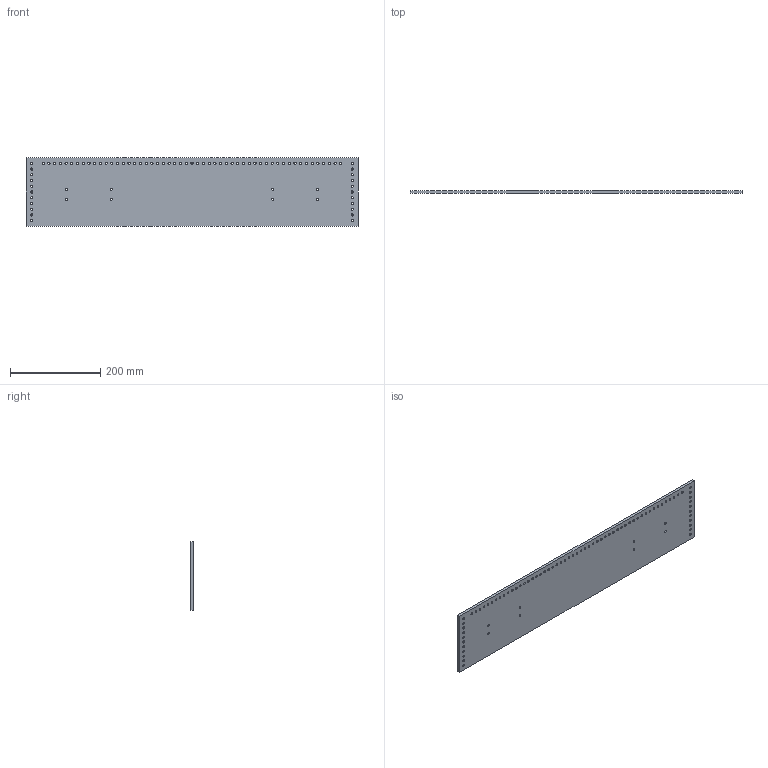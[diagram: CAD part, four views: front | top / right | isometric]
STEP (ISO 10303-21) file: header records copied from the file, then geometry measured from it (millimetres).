
FILE_DESCRIPTION(/* description */ ('STEP AP214'),/* implementation_level */ '2;1');
FILE_NAME(/* name */ '65c589a95f58383adc4ca733',/* time_stamp */ '2024-02-09T02:10:50Z',/* author */ (''),/* organization */ (''),/* preprocessor_version */ 'ST-DEVELOPER v19.4',/* originating_system */ ' ',/* authorisation */ ' ');
FILE_SCHEMA (('AUTOMOTIVE_DESIGN {1 0 10303 214 3 1 1}'));
Length unit declared in the file: metre
Products named in the file (1): Back Plate
Bounding box: 736.6 x 6.35 x 152.4 mm (x, y, z)
Volume: 702537.1 mm3; surface area: 240821.2 mm2
Topology: 1 solids, 1 shells, 89 faces, 261 edges, 174 vertices
Faces by surface type: cylinder 83, plane 6
Full cylindrical faces by diameter (mm): 4.978 x75, 5.08 x8
Entity records: 3008 total; most frequent: DIRECTION 524, CARTESIAN_POINT 442, ORIENTED_EDGE 356, EDGE_LOOP 338, FACE_BOUND 338, AXIS2_PLACEMENT_3D 256, EDGE_CURVE 178, VERTEX_POINT 174
